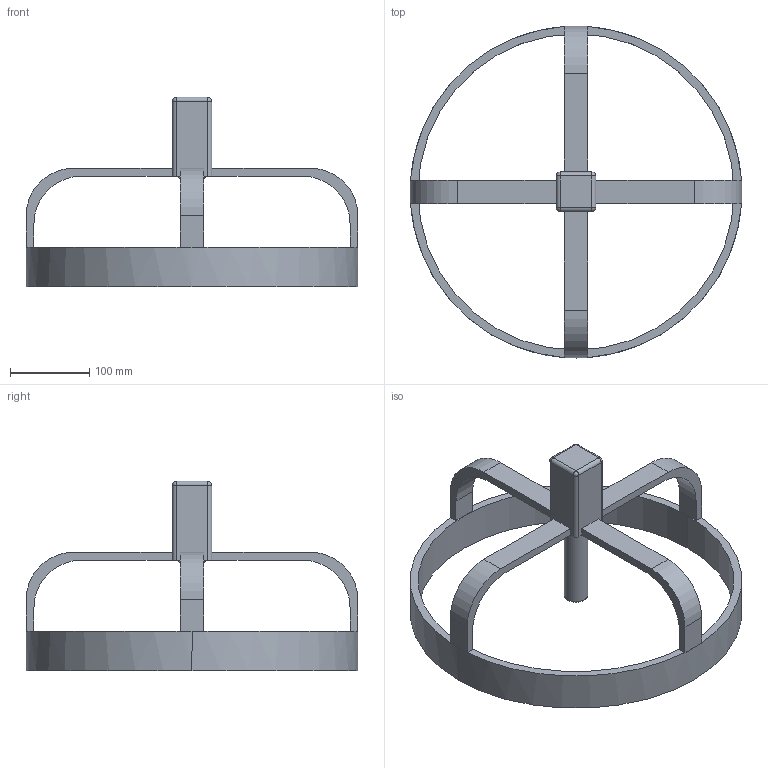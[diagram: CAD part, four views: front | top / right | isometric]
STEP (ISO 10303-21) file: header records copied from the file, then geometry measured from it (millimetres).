
FILE_DESCRIPTION (( 'STEP AP203' ), '1' );
FILE_NAME ('rotor_holder.STEP', '2024-06-05T17:06:10', ( '' ), ( '' ), 'SwSTEP 2.0', 'SolidWorks 2023', '' );
FILE_SCHEMA (( 'CONFIG_CONTROL_DESIGN' ));
Length unit declared in the file: millimetre
Products named in the file (1): rotor_holder
Bounding box: 420 x 420 x 240 mm (x, y, z)
Volume: 1281343.5 mm3; surface area: 271054.9 mm2
Topology: 1 solids, 1 shells, 73 faces, 196 edges, 116 vertices
Faces by surface type: plane 41, cylinder 24, torus 4, sphere 4
Entity records: 2319 total; most frequent: DIRECTION 408, ORIENTED_EDGE 384, CARTESIAN_POINT 382, EDGE_CURVE 192, AXIS2_PLACEMENT_3D 142, LINE 124, VECTOR 124, VERTEX_POINT 116
